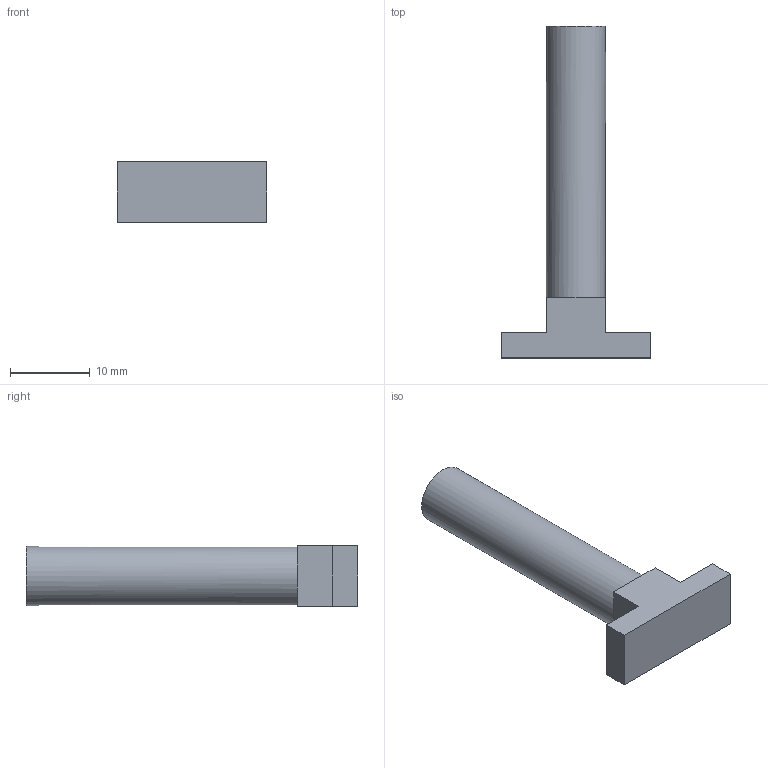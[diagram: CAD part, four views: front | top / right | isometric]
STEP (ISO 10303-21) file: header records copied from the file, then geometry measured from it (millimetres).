
FILE_DESCRIPTION(/* description */ (''),/* implementation_level */ '2;1');
FILE_NAME(/* name */ 'Press_Mandrel.stp',/* time_stamp */ '2025-10-07T00:53:10-04:00',/* author */ ('Gamec'),/* organization */ (''),/* preprocessor_version */ 'ST-DEVELOPER v20.1',/* originating_system */ 'Autodesk Inventor 2026',/* authorisation */ '');
FILE_SCHEMA (('AUTOMOTIVE_DESIGN { 1 0 10303 214 3 1 1 }'));
Length unit declared in the file: inch
Products named in the file (1): Press_Mandrel
Bounding box: 18.8 x 41.62 x 7.62 mm (x, y, z)
Volume: 2166.5 mm3; surface area: 1377.9 mm2
Topology: 1 solids, 1 shells, 15 faces, 35 edges, 22 vertices
Faces by surface type: plane 14, cylinder 1
Full cylindrical faces by diameter (mm): 7.4 x1
Entity records: 468 total; most frequent: DIRECTION 73, CARTESIAN_POINT 73, ORIENTED_EDGE 70, EDGE_CURVE 35, LINE 29, VECTOR 29, VERTEX_POINT 22, AXIS2_PLACEMENT_3D 22
